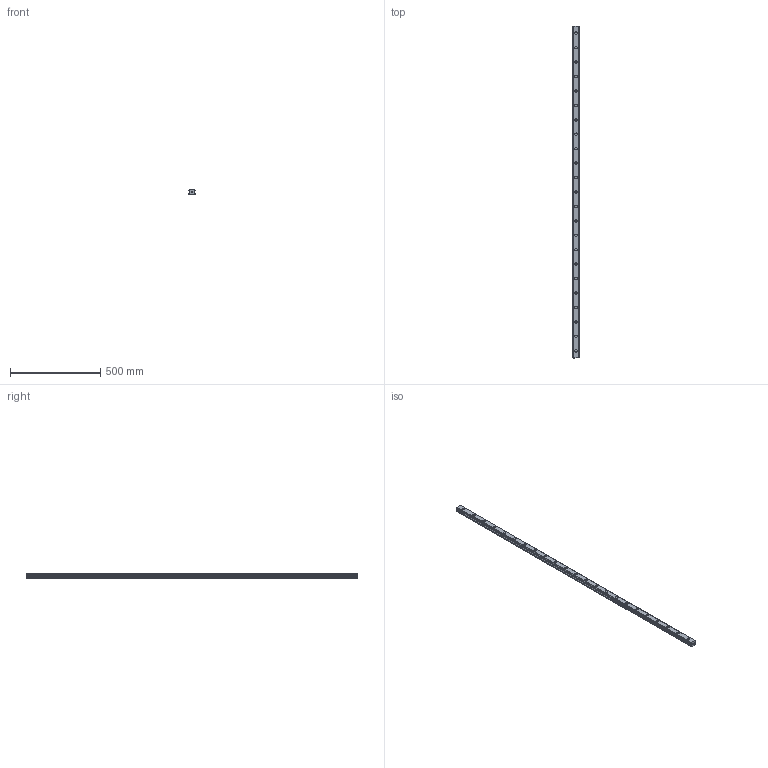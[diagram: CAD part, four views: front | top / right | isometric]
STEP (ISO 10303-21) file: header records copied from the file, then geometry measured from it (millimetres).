
FILE_DESCRIPTION(('STEP AP214'),'1');
FILE_NAME('cctmp_D98D7F3D-6DF0-40B5-970C-2C8D930E31E2_2021_02_17_12_15_00_0402..stp','2021-02-17T11:15:00',('HIWIN GmbH'),('CADClick - www.CADClick.com'),'Spatial InterOp 3D',' ','unknown authorization');
FILE_SCHEMA(('AUTOMOTIVE_DESIGN'));
Length unit declared in the file: millimetre
Products named in the file (1): EGR35R1840C_FILE
Bounding box: 34 x 1840 x 27.5 mm (x, y, z)
Volume: 1448850.5 mm3; surface area: 258487.3 mm2
Topology: 1 solids, 1 shells, 314 faces, 717 edges, 478 vertices
Faces by surface type: plane 158, cylinder 156
Entity records: 11489 total; most frequent: DIRECTION 1659, CARTESIAN_POINT 1510, ORIENTED_EDGE 1434, EDGE_CURVE 717, AXIS2_PLACEMENT_3D 627, VERTEX_POINT 478, LINE 405, VECTOR 405
